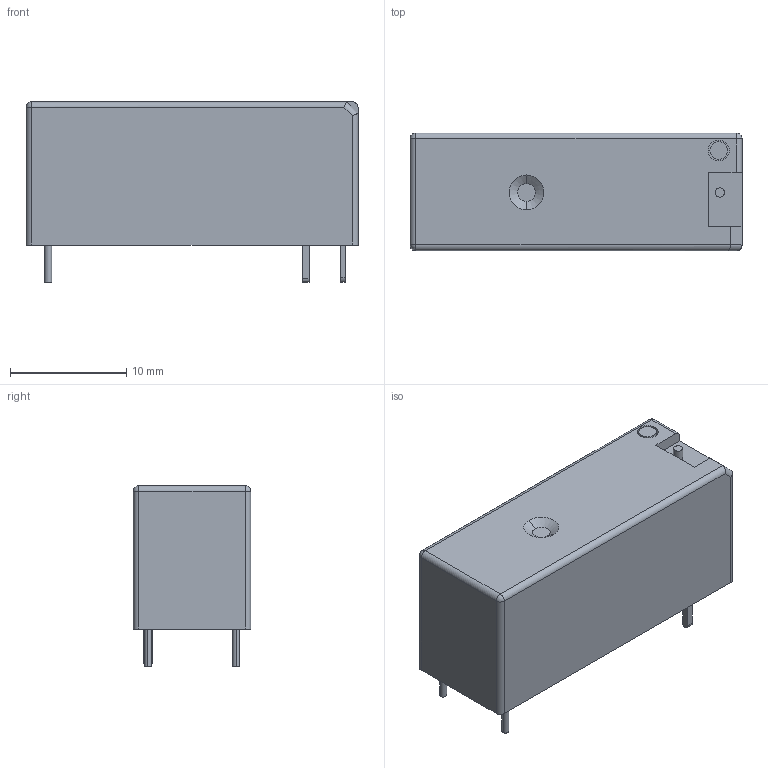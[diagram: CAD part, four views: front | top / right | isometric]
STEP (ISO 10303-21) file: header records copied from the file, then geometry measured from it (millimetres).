
FILE_DESCRIPTION((''),'2;1');
FILE_NAME('REL_TYCO_SCHRACK_RYII_NO.stp','2009-06-30T16:04:00',(''),(''),'Mechanical Desktop 2006','Mechanical Desktop 2006',', , ');
FILE_SCHEMA(('AUTOMOTIVE_DESIGN { 1 2 10303 214 0 1 1 1 }'));
Length unit declared in the file: millimetre
Products named in the file (1): Product
Bounding box: 28.5 x 10.1 x 15.5 mm (x, y, z)
Volume: 3521.3 mm3; surface area: 1546.3 mm2
Topology: 5 solids, 5 shells, 57 faces, 122 edges, 76 vertices
Faces by surface type: plane 29, cylinder 23, sphere 3, cone 2
Entity records: 1721 total; most frequent: CARTESIAN_POINT 409, DIRECTION 281, ORIENTED_EDGE 238, EDGE_CURVE 119, AXIS2_PLACEMENT_3D 106, VERTEX_POINT 76, VECTOR 69, LINE 69
